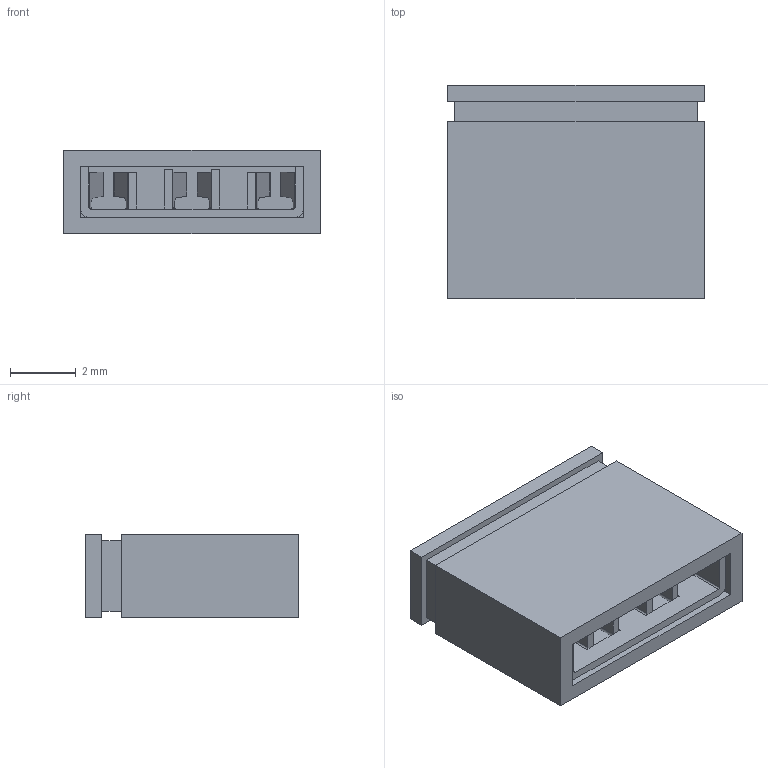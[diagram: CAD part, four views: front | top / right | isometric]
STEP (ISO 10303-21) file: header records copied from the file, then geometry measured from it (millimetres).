
FILE_DESCRIPTION(/* description */ (''),/* implementation_level */ '2;1');
FILE_NAME(/* name */ '265-101-10-XX.stp',/* time_stamp */ '2026-01-07T11:01:49+08:00',/* author */ (''),/* organization */ (''),/* preprocessor_version */ 'ST-DEVELOPER v15',/* originating_system */ '',/* authorisation */ '');
FILE_SCHEMA (('AP203_CONFIGURATION_CONTROLLED_3D_DESIGN_OF_MECHANICAL_PARTS_AND_ASSEMBLIES_MIM_LF { 1 0 10303 403 2 1 2}'));
Length unit declared in the file: millimetre
Products named in the file (1): 265-101-10-XX
Bounding box: 7.8 x 6.5 x 2.54 mm (x, y, z)
Volume: 73 mm3; surface area: 378.9 mm2
Topology: 2 solids, 2 shells, 175 faces, 487 edges, 319 vertices
Faces by surface type: plane 115, cylinder 54, torus 6
Entity records: 5705 total; most frequent: CARTESIAN_POINT 1018, ORIENTED_EDGE 974, DIRECTION 951, EDGE_CURVE 487, LINE 363, VECTOR 363, VERTEX_POINT 319, AXIS2_PLACEMENT_3D 294
